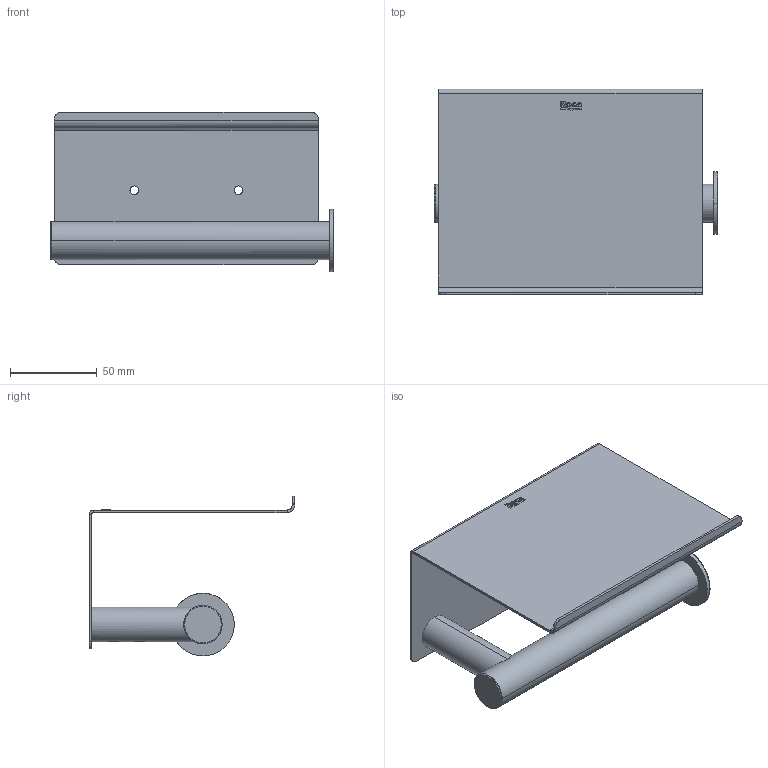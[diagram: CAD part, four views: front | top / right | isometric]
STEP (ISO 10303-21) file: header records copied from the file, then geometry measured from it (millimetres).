
FILE_DESCRIPTION(/* description */ (''),/* implementation_level */ '2;1');
FILE_NAME(/* name */ 'STEP - A817908..R_15062',/* time_stamp */ '2024-10-24T11:30:37+11:00',/* author */ (''),/* organization */ (''),/* preprocessor_version */ 'ST-DEVELOPER v16.5',/* originating_system */ 'Rhino 7.37',/* authorisation */ '');
FILE_SCHEMA (('CONFIG_CONTROL_DESIGN'));
Length unit declared in the file: millimetre
Products named in the file (1): Document
Bounding box: 163.5 x 118.5 x 92 mm (x, y, z)
Surface area: 79807 mm2 (no closed solid volume)
Topology: 0 solids, 9 shells, 142 faces, 444 edges, 310 vertices
Faces by surface type: plane 82, bspline 30, cylinder 30
Entity records: 5586 total; most frequent: CARTESIAN_POINT 2868, ORIENTED_EDGE 752, EDGE_CURVE 444, VERTEX_POINT 310, B_SPLINE_CURVE_WITH_KNOTS 290, EDGE_LOOP 165, ADVANCED_FACE 142, FACE_OUTER_BOUND 142
